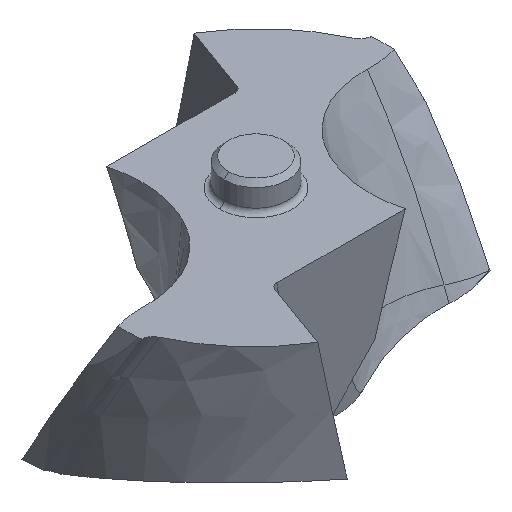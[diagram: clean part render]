
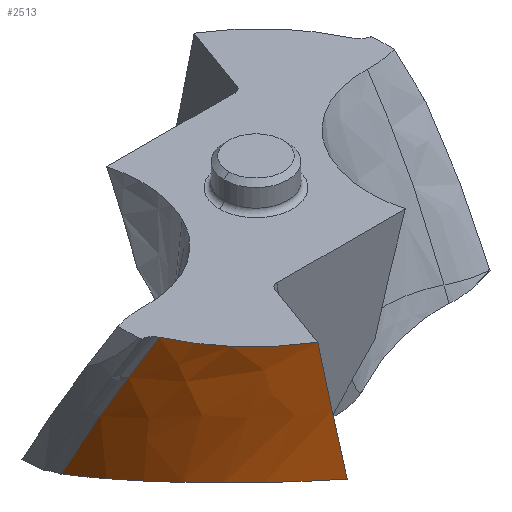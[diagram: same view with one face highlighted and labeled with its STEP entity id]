
A CAD part, isometric view. The second image highlights one B-rep face of the part: STEP entity #2513.
In plain terms, the highlighted free-form (B-spline) face has degree [3, 3] with [7, 5] control points.
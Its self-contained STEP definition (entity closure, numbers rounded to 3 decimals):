
#167=CARTESIAN_POINT('',(-3.186,-5.099,
0.));
#168=CARTESIAN_POINT('',(-3.597,-4.851,
0.));
#169=CARTESIAN_POINT('',(-4.529,-4.121,
0.));
#170=CARTESIAN_POINT('',(-5.211,-3.143,
0.));
#171=CARTESIAN_POINT('',(-5.503,-2.513,
0.));
#781=CARTESIAN_POINT('',(-6.051,-0.015,
-4.64));
#788=CARTESIAN_POINT('',(-2.582,-5.405,
-3.815));
#789=CARTESIAN_POINT('',(-2.669,-5.364,
-3.799));
#790=CARTESIAN_POINT('',(-2.841,-5.279,
-3.769));
#791=CARTESIAN_POINT('',(-3.092,-5.14,
-3.732));
#792=CARTESIAN_POINT('',(-3.334,-4.991,
-3.702));
#793=CARTESIAN_POINT('',(-3.568,-4.832,
-3.678));
#794=CARTESIAN_POINT('',(-3.792,-4.664,
-3.662));
#795=CARTESIAN_POINT('',(-4.006,-4.487,
-3.652));
#796=CARTESIAN_POINT('',(-4.211,-4.302,
-3.65));
#797=CARTESIAN_POINT('',(-4.406,-4.108,
-3.654));
#798=CARTESIAN_POINT('',(-4.591,-3.906,
-3.664));
#799=CARTESIAN_POINT('',(-4.767,-3.695,
-3.682));
#800=CARTESIAN_POINT('',(-4.934,-3.476,
-3.706));
#801=CARTESIAN_POINT('',(-5.091,-3.248,
-3.737));
#802=CARTESIAN_POINT('',(-5.237,-3.014,
-3.775));
#803=CARTESIAN_POINT('',(-5.372,-2.772,
-3.819));
#804=CARTESIAN_POINT('',(-5.496,-2.523,
-3.871));
#805=CARTESIAN_POINT('',(-5.608,-2.268,
-3.929));
#806=CARTESIAN_POINT('',(-5.708,-2.008,
-3.993));
#807=CARTESIAN_POINT('',(-5.796,-1.741,
-4.064));
#808=CARTESIAN_POINT('',(-5.873,-1.467,
-4.142));
#809=CARTESIAN_POINT('',(-5.937,-1.186,
-4.228));
#810=CARTESIAN_POINT('',(-5.987,-0.9,
-4.321));
#811=CARTESIAN_POINT('',(-6.023,-0.609,
-4.42));
#812=CARTESIAN_POINT('',(-6.046,-0.314,
-4.526));
#813=CARTESIAN_POINT('',(-6.051,-0.115,
-4.601));
#814=CARTESIAN_POINT('',(-6.051,-0.015,
-4.64));
#816=CARTESIAN_POINT('',(-6.051,-0.015,
-4.64));
#817=CARTESIAN_POINT('',(-6.055,-0.501,
-3.732));
#818=CARTESIAN_POINT('',(-5.952,-1.348,
-2.185));
#819=CARTESIAN_POINT('',(-5.657,-2.179,
-0.639));
#820=CARTESIAN_POINT('',(-5.503,-2.513,
0.));
#822=CARTESIAN_POINT('',(-3.186,-5.099,
0.));
#823=CARTESIAN_POINT('',(-3.152,-5.111,
-0.203));
#824=CARTESIAN_POINT('',(-3.087,-5.134,
-0.597));
#825=CARTESIAN_POINT('',(-2.995,-5.168,
-1.153));
#826=CARTESIAN_POINT('',(-2.91,-5.204,
-1.677));
#827=CARTESIAN_POINT('',(-2.833,-5.24,
-2.157));
#828=CARTESIAN_POINT('',(-2.736,-5.293,
-2.774));
#829=CARTESIAN_POINT('',(-2.655,-5.347,
-3.31));
#830=CARTESIAN_POINT('',(-2.605,-5.385,
-3.652));
#831=CARTESIAN_POINT('',(-2.582,-5.405,
-3.815));
#982=CARTESIAN_POINT('',(-3.186,-5.099,
0.));
#983=VERTEX_POINT('',#982);
#984=VERTEX_POINT('',#171);
#1017=VERTEX_POINT('',#781);
#1018=VERTEX_POINT('',#788);
#2470=CARTESIAN_POINT('',(-2.827,-5.344,
-4.687));
#2471=CARTESIAN_POINT('',(-2.466,-5.46,
-3.763));
#2472=CARTESIAN_POINT('',(-1.733,-5.678,
-2.186));
#2473=CARTESIAN_POINT('',(-0.801,-5.879,
-0.609));
#2474=CARTESIAN_POINT('',(-0.382,-5.953,
0.044));
#2475=CARTESIAN_POINT('',(-2.889,-5.311,
-4.687));
#2476=CARTESIAN_POINT('',(-2.529,-5.433,
-3.763));
#2477=CARTESIAN_POINT('',(-1.798,-5.661,
-2.186));
#2478=CARTESIAN_POINT('',(-0.868,-5.872,
-0.609));
#2479=CARTESIAN_POINT('',(-0.45,-5.95,
0.044));
#2480=CARTESIAN_POINT('',(-3.569,-4.937,
-4.687));
#2481=CARTESIAN_POINT('',(-3.225,-5.123,
-3.763));
#2482=CARTESIAN_POINT('',(-2.522,-5.46,
-2.186));
#2483=CARTESIAN_POINT('',(-1.619,-5.779,
-0.609));
#2484=CARTESIAN_POINT('',(-1.212,-5.902,
0.044));
#2485=CARTESIAN_POINT('',(-4.725,-3.973,
-4.687));
#2486=CARTESIAN_POINT('',(-4.435,-4.274,
-3.763));
#2487=CARTESIAN_POINT('',(-3.824,-4.807,
-2.186));
#2488=CARTESIAN_POINT('',(-3.014,-5.323,
-0.609));
#2489=CARTESIAN_POINT('',(-2.646,-5.527,
0.044));
#2490=CARTESIAN_POINT('',(-5.814,-2.091,
-4.687));
#2491=CARTESIAN_POINT('',(-5.655,-2.521,
-3.763));
#2492=CARTESIAN_POINT('',(-5.267,-3.275,
-2.186));
#2493=CARTESIAN_POINT('',(-4.679,-4.012,
-0.609));
#2494=CARTESIAN_POINT('',(-4.403,-4.308,
0.044));
#2495=CARTESIAN_POINT('',(-6.059,-0.654,
-4.687));
#2496=CARTESIAN_POINT('',(-6.011,-1.135,
-3.763));
#2497=CARTESIAN_POINT('',(-5.815,-1.975,
-2.186));
#2498=CARTESIAN_POINT('',(-5.419,-2.798,
-0.609));
#2499=CARTESIAN_POINT('',(-5.223,-3.13,
0.044));
#2500=CARTESIAN_POINT('',(-6.05,0.074,
-4.687));
#2501=CARTESIAN_POINT('',(-6.062,-0.421,
-3.763));
#2502=CARTESIAN_POINT('',(-5.968,-1.287,
-2.186));
#2503=CARTESIAN_POINT('',(-5.674,-2.136,
-0.609));
#2504=CARTESIAN_POINT('',(-5.519,-2.479,
0.044));
#2505=B_SPLINE_SURFACE_WITH_KNOTS('',3,3,((#2470,#2471,#2472,#2473,#2474),
(#2475,#2476,#2477,#2478,#2479),(#2480,#2481,#2482,#2483,#2484),(#2485,#2486,
#2487,#2488,#2489),(#2490,#2491,#2492,#2493,#2494),(#2495,#2496,#2497,#2498,
#2499),(#2500,#2501,#2502,#2503,#2504)),.UNSPECIFIED.,.F.,.F.,.F.,(4,1,1,1,4),
(4,1,4),(0.225,0.25,0.5,0.75,1.008),(
0.073,3.272,5.535),.UNSPECIFIED.);
#2506=ORIENTED_EDGE('',*,*,#1703,.T.);
#2507=ORIENTED_EDGE('',*,*,#2457,.T.);
#2508=ORIENTED_EDGE('',*,*,#1307,.F.);
#2510=ORIENTED_EDGE('',*,*,#2509,.T.);
#2511=EDGE_LOOP('',(#2506,#2507,#2508,#2510));
#2512=FACE_OUTER_BOUND('',#2511,.F.);
#172=B_SPLINE_CURVE_WITH_KNOTS('',3,(#167,#168,#169,#170,#171),.UNSPECIFIED.,
.F.,.F.,(4,1,4),(0.,0.409,1.),.UNSPECIFIED.);
#815=B_SPLINE_CURVE_WITH_KNOTS('',3,(#788,#789,#790,#791,#792,#793,#794,#795,
#796,#797,#798,#799,#800,#801,#802,#803,#804,#805,#806,#807,#808,#809,#810,#811,
#812,#813,#814),.UNSPECIFIED.,.F.,.F.,(4,1,1,1,1,1,1,1,1,1,1,1,1,1,1,1,1,1,1,1,
1,1,1,1,4),(0.,0.042,0.083,0.125,0.167,
0.208,0.25,0.292,0.333,0.375,
0.417,0.458,0.5,0.542,0.583,
0.625,0.667,0.708,0.75,0.792,
0.833,0.875,0.917,0.958,1.),
.UNSPECIFIED.);
#821=B_SPLINE_CURVE_WITH_KNOTS('',3,(#816,#817,#818,#819,#820),.UNSPECIFIED.,
.F.,.F.,(4,1,4),(0.,0.587,1.),.UNSPECIFIED.);
#832=B_SPLINE_CURVE_WITH_KNOTS('',3,(#822,#823,#824,#825,#826,#827,#828,#829,
#830,#831),.UNSPECIFIED.,.F.,.F.,(4,1,1,1,1,1,1,4),(0.,0.143,
0.286,0.429,0.571,0.714,
0.857,1.),.UNSPECIFIED.);
#1307=EDGE_CURVE('',#983,#984,#172,.T.);
#1703=EDGE_CURVE('',#1018,#1017,#815,.T.);
#2457=EDGE_CURVE('',#1017,#984,#821,.T.);
#2509=EDGE_CURVE('',#983,#1018,#832,.T.);
#2513=ADVANCED_FACE('',(#2512),#2505,.F.);
